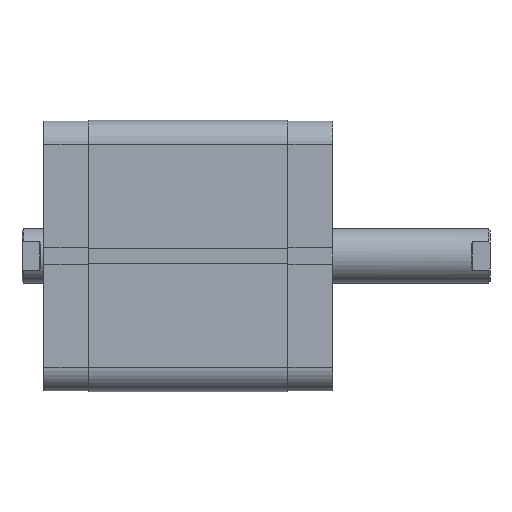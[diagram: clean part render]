
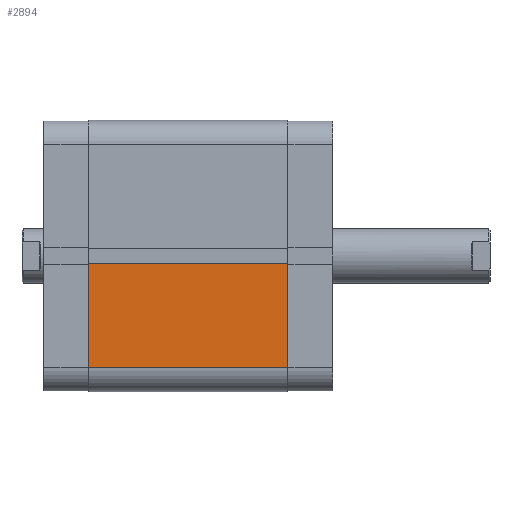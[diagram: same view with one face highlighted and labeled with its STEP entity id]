
A CAD part, front view. The second image highlights one B-rep face of the part: STEP entity #2894.
In plain terms, the highlighted face is planar.
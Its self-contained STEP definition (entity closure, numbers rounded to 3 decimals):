
#716 = CARTESIAN_POINT ( 'NONE',  ( 50., -2.6, 73.5 ) ) ;
#717 = PLANE ( 'NONE',  #3666 ) ;
#719 = DIRECTION ( 'NONE',  ( -1., 0., 0. ) ) ;
#720 = DIRECTION ( 'NONE',  ( 0., -1., 0. ) ) ;
#2537 = LINE ( 'NONE', #4320, #2544 ) ;
#2544 = VECTOR ( 'NONE', #4321, 1000. ) ;
#2747 = LINE ( 'NONE', #4576, #2752 ) ;
#2749 = LINE ( 'NONE', #4578, #2754 ) ;
#2752 = VECTOR ( 'NONE', #4579, 1000. ) ;
#2754 = VECTOR ( 'NONE', #4581, 1000. ) ;
#2780 = LINE ( 'NONE', #4647, #2789 ) ;
#2789 = VECTOR ( 'NONE', #4648, 1000. ) ;
#2894 = ADVANCED_FACE ( 'NONE', ( #7154 ), #717, .F. ) ;
#3286 = EDGE_CURVE ( 'NONE', #5974, #5993, #2537, .T. ) ;
#3402 = EDGE_CURVE ( 'NONE', #5993, #6022, #2747, .T. ) ;
#3403 = EDGE_CURVE ( 'NONE', #5974, #6091, #2749, .T. ) ;
#3433 = EDGE_CURVE ( 'NONE', #6091, #6022, #2780, .T. ) ;
#3666 = AXIS2_PLACEMENT_3D ( 'NONE', #716, #719, #720 ) ;
#4320 = CARTESIAN_POINT ( 'NONE',  ( 50., -2.6, 73.5 ) ) ;
#4321 = DIRECTION ( 'NONE',  ( 0., 1., 0. ) ) ;
#4576 = CARTESIAN_POINT ( 'NONE',  ( 50., -2.6, 73.5 ) ) ;
#4578 = CARTESIAN_POINT ( 'NONE',  ( 50., -41., 73.5 ) ) ;
#4579 = DIRECTION ( 'NONE',  ( 0., 0., -1. ) ) ;
#4581 = DIRECTION ( 'NONE',  ( 0., 0., -1. ) ) ;
#4647 = CARTESIAN_POINT ( 'NONE',  ( 50., -2.6, 0. ) ) ;
#4648 = DIRECTION ( 'NONE',  ( 0., 1., 0. ) ) ;
#5216 = CARTESIAN_POINT ( 'NONE',  ( 50., -41., 73.5 ) ) ;
#5235 = CARTESIAN_POINT ( 'NONE',  ( 50., -2.6, 73.5 ) ) ;
#5264 = CARTESIAN_POINT ( 'NONE',  ( 50., -2.6, 0. ) ) ;
#5333 = CARTESIAN_POINT ( 'NONE',  ( 50., -41., 0. ) ) ;
#5974 = VERTEX_POINT ( 'NONE', #5216 ) ;
#5993 = VERTEX_POINT ( 'NONE', #5235 ) ;
#6022 = VERTEX_POINT ( 'NONE', #5264 ) ;
#6091 = VERTEX_POINT ( 'NONE', #5333 ) ;
#6454 = EDGE_LOOP ( 'NONE', ( #6953, #6952, #6951, #6950 ) ) ;
#6950 = ORIENTED_EDGE ( 'NONE', *, *, #3403, .T. ) ;
#6951 = ORIENTED_EDGE ( 'NONE', *, *, #3286, .F. ) ;
#6952 = ORIENTED_EDGE ( 'NONE', *, *, #3402, .F. ) ;
#6953 = ORIENTED_EDGE ( 'NONE', *, *, #3433, .T. ) ;
#7154 = FACE_OUTER_BOUND ( 'NONE', #6454, .T. ) ;
